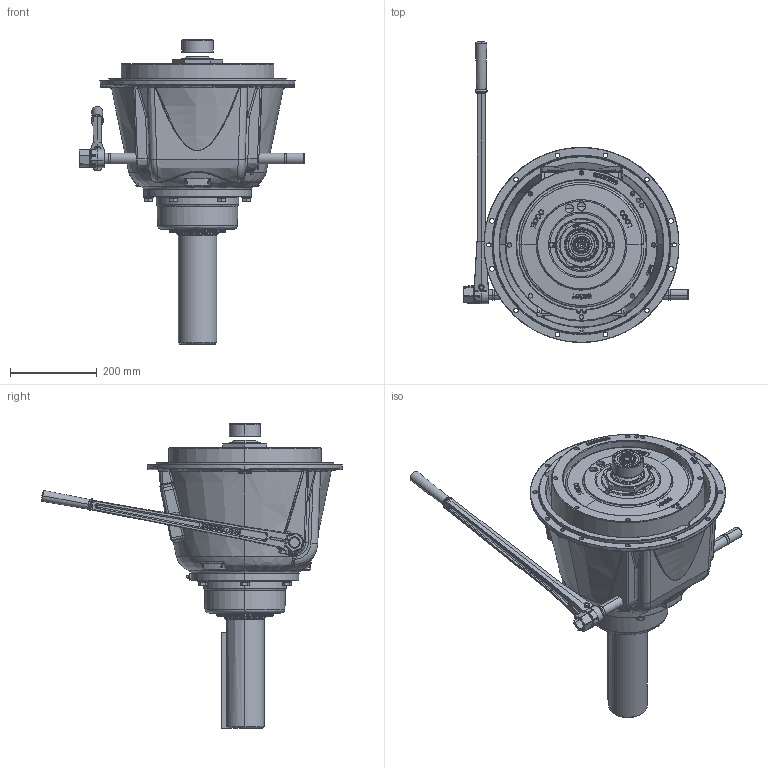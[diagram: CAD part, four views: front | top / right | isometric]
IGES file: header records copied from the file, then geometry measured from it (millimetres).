
Start section: SolidWorks IGES file using analytic representation for surfaces
Global section: file name: SP311P301.IGS; native system: SolidWorks 2010; preprocessor: SolidWorks 2010; author: josephl; date: 131122.154717; units: inch
Bounding box: 520.6 x 695.63 x 703.83 mm (x, y, z)
Surface area: 1360595.7 mm2 (no closed solid volume)
Topology: 0 solids, 0 shells, 1348 faces, 24826 edges, 24791 vertices
Faces by surface type: bspline 878, revolution 470
